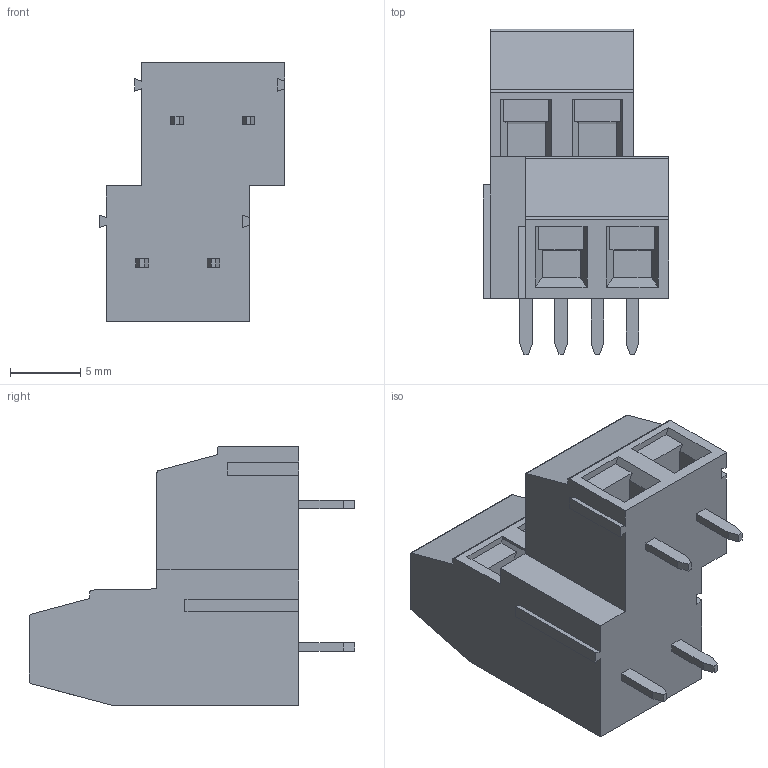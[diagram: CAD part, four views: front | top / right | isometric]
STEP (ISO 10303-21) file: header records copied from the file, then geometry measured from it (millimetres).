
FILE_DESCRIPTION (( 'STEP AP214' ), '1' );
FILE_NAME ('DG127A-5.08-04P-4Y-00AH.STEP', '2021-01-02T02:32:11', ( '' ), ( '' ), 'SwSTEP 2.0', 'SolidWorks 2020', '' );
FILE_SCHEMA (( 'AUTOMOTIVE_DESIGN' ));
Length unit declared in the file: millimetre
Products named in the file (1): DG127A-5.08-04P-4Y-00AH
Bounding box: 13.2 x 23.2 x 18.5 mm (x, y, z)
Volume: 2213.6 mm3; surface area: 1925.6 mm2
Topology: 1 solids, 1 shells, 489 faces, 1316 edges, 872 vertices
Faces by surface type: plane 312, bspline 144, cylinder 21, torus 12
Entity records: 26395 total; most frequent: CARTESIAN_POINT 10910, ORIENTED_EDGE 2632, DIRECTION 1778, EDGE_CURVE 1316, VECTOR 938, LINE 938, VERTEX_POINT 872, EDGE_LOOP 536
